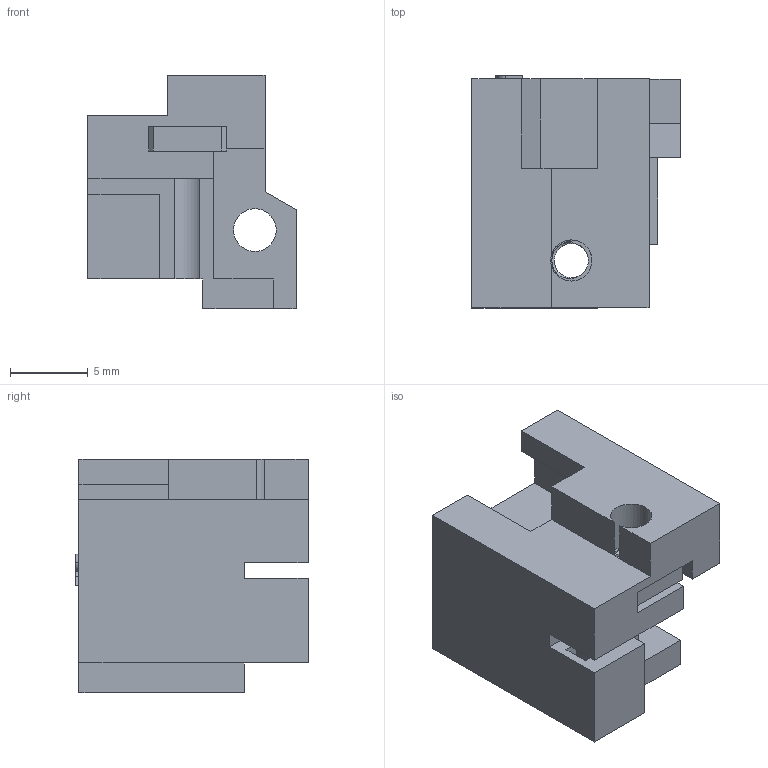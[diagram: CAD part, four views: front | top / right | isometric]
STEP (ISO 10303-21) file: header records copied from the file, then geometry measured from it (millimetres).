
FILE_DESCRIPTION(/* description */ (''),/* implementation_level */ '2;1');
FILE_NAME(/* name */ '3D_1390000990502-W20D-Code-B_R_V1.0.stp',/* time_stamp */ '2023-12-04T11:19:12+08:00',/* author */ (''),/* organization */ (''),/* preprocessor_version */ 'ST-DEVELOPER v18.1',/* originating_system */ 'SIEMENS PLM Software NX 1980',/* authorisation */ '');
FILE_SCHEMA (('AUTOMOTIVE_DESIGN { 1 0 10303 214 3 1 1 1 }'));
Length unit declared in the file: millimetre
Products named in the file (3): 3D_1390000990502-W20D-Code-B_R_V1.0_id6_x_t; 3D_1390000990502-W20D-Code-B_R_V1.0_id11_x_t; 3D_1390000990502-W20D-Code-B_R_V1.0_x_t
Assembly tree (2 placements, depth 2):
  3D_1390000990502-W20D-Code-B_R_V1.0_x_t
    3D_1390000990502-W20D-Code-B_R_V1.0_id11_x_t
    3D_1390000990502-W20D-Code-B_R_V1.0_id6_x_t
Bounding box: 13.4 x 14.95 x 15 mm (x, y, z)
Volume: 1473.6 mm3; surface area: 1602.4 mm2
Topology: 2 solids, 2 shells, 116 faces, 322 edges, 214 vertices
Faces by surface type: plane 103, cylinder 11, bspline 2
Full cylindrical faces by diameter (mm): 2.65 x2, 2.75 x1
Entity records: 7887 total; most frequent: CARTESIAN_POINT 4843, ORIENTED_EDGE 634, DIRECTION 567, EDGE_CURVE 317, LINE 285, VECTOR 285, VERTEX_POINT 212, AXIS2_PLACEMENT_3D 141
